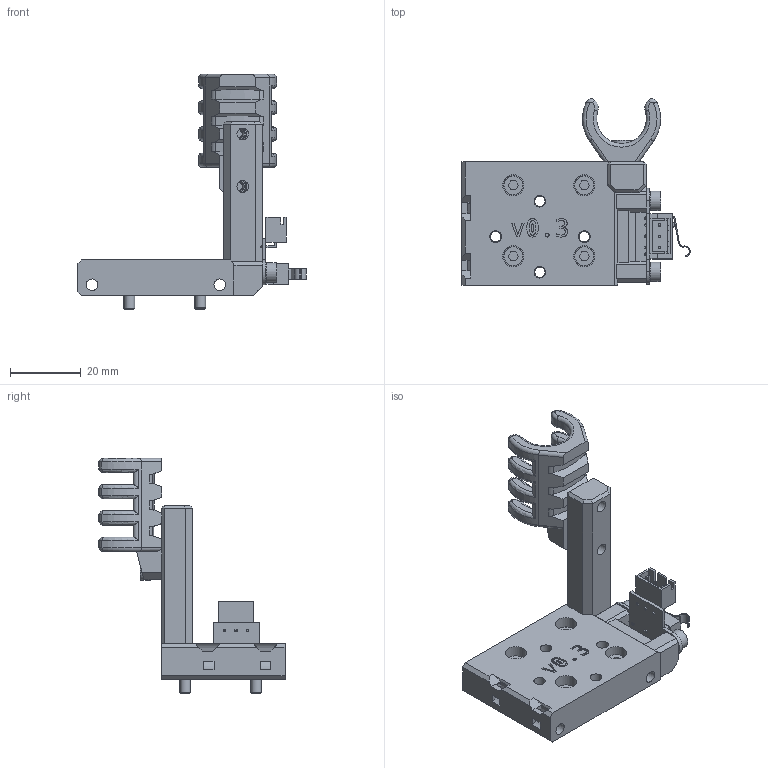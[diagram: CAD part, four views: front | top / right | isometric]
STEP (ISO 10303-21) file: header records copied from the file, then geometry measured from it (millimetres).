
FILE_DESCRIPTION(/* description */ (''),/* implementation_level */ '2;1');
FILE_NAME(/* name */ 'Top_right_handed.step',/* time_stamp */ '2023-06-08T07:58:20-05:00',/* author */ (''),/* organization */ (''),/* preprocessor_version */ 'ST-DEVELOPER v19.2',/* originating_system */ 'Autodesk Translation Framework v12.6.0.85',/* authorisation */ '');
FILE_SCHEMA (('AUTOMOTIVE_DESIGN { 1 0 10303 214 3 1 1 }'));
Length unit declared in the file: millimetre
Products named in the file (12): Right-Handed Top with Endstop; top_endstop_right; top_endstop_right_pcb; Top Inserts; Top Fasteners; Limit Switch Assembly; Horizontal Limit Switch; Cable Guide; cable_guide; PN501; Guide Inserts; PN596
Assembly tree (25 placements, depth 4):
  Right-Handed Top with Endstop
    top_endstop_right
    top_endstop_right_pcb
    Top Inserts
      PN596  x4
    Top Fasteners
      PN501  x4
    Limit Switch Assembly
      PN596  x2
      PN501  x2
      Horizontal Limit Switch
    Cable Guide
      cable_guide
      PN501  x2
      Guide Inserts
        PN596  x2
Bounding box: 64.35 x 52.43 x 66.3 mm (x, y, z)
Volume: 39385.8 mm3; surface area: 22855.2 mm2
Topology: 20 solids, 20 shells, 1896 faces, 5103 edges, 3339 vertices
Faces by surface type: bspline 828, plane 594, cylinder 379, torus 63, cone 32
Full cylindrical faces by diameter (mm): 2.9 x8, 3 x12, 3.2 x2, 3.3 x24, 4.2 x8, 4.25 x8, 4.6 x8, 4.7 x14, 5.5 x8, 5.6 x1, 6 x8, 6.4 x4
Entity records: 34551 total; most frequent: CARTESIAN_POINT 11302, ORIENTED_EDGE 5138, DIRECTION 4040, EDGE_CURVE 2569, VERTEX_POINT 1659, LINE 1402, VECTOR 1402, AXIS2_PLACEMENT_3D 1319
